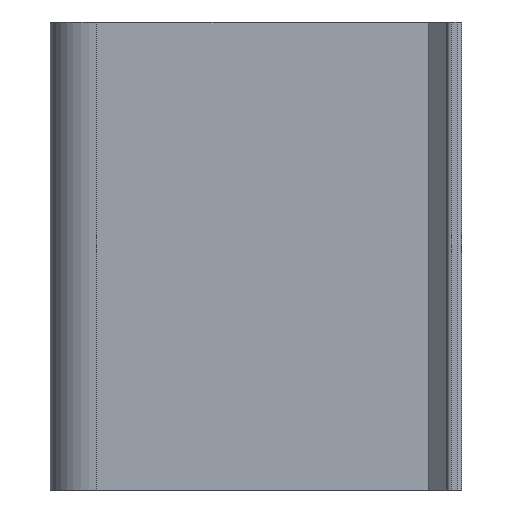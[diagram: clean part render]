
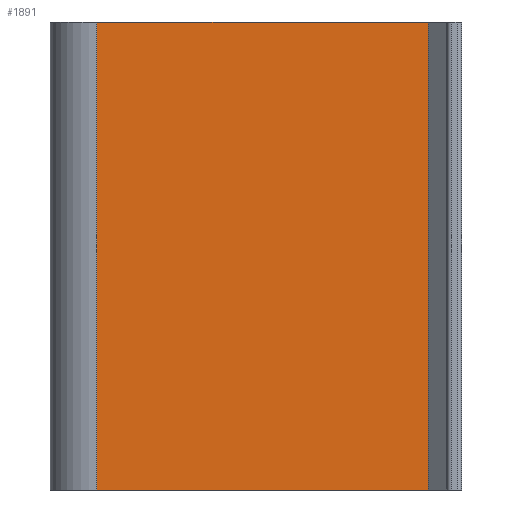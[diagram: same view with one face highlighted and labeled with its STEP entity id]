
A CAD part, front view. The second image highlights one B-rep face of the part: STEP entity #1891.
In plain terms, the highlighted planar face has unit normal (0, -1, 0).
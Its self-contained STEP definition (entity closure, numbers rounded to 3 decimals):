
#193=FACE_OUTER_BOUND('',#296,.T.);
#296=EDGE_LOOP('',(#1562,#1563,#1564,#1565));
#369=LINE('',#2767,#564);
#435=LINE('',#2984,#630);
#495=LINE('',#3163,#690);
#496=LINE('',#3165,#691);
#564=VECTOR('',#2180,35.4);
#630=VECTOR('',#2366,35.4);
#690=VECTOR('',#2532,50.);
#691=VECTOR('',#2535,50.);
#766=VERTEX_POINT('',#2764);
#767=VERTEX_POINT('',#2766);
#857=VERTEX_POINT('',#2981);
#858=VERTEX_POINT('',#2983);
#956=EDGE_CURVE('',#766,#767,#369,.T.);
#1066=EDGE_CURVE('',#858,#857,#435,.T.);
#1157=EDGE_CURVE('',#858,#766,#495,.T.);
#1158=EDGE_CURVE('',#767,#857,#496,.T.);
#1562=ORIENTED_EDGE('',*,*,#1066,.T.);
#1563=ORIENTED_EDGE('',*,*,#1158,.F.);
#1564=ORIENTED_EDGE('',*,*,#956,.F.);
#1565=ORIENTED_EDGE('',*,*,#1157,.F.);
#1816=PLANE('',#2073);
#1891=ADVANCED_FACE('',(#193),#1816,.F.);
#2073=AXIS2_PLACEMENT_3D('',#3164,#2533,#2534);
#2180=DIRECTION('',(-1.,0.,0.));
#2366=DIRECTION('',(-1.,0.,0.));
#2532=DIRECTION('',(0.,0.,-1.));
#2533=DIRECTION('center_axis',(0.,1.,0.));
#2534=DIRECTION('ref_axis',(-1.,0.,0.));
#2535=DIRECTION('',(0.,0.,1.));
#2764=CARTESIAN_POINT('',(-3.6,-1.8,-25.));
#2766=CARTESIAN_POINT('',(-39.,-1.8,-25.));
#2767=CARTESIAN_POINT('',(-3.6,-1.8,-25.));
#2981=CARTESIAN_POINT('',(-39.,-1.8,25.));
#2983=CARTESIAN_POINT('',(-3.6,-1.8,25.));
#2984=CARTESIAN_POINT('',(-3.6,-1.8,25.));
#3163=CARTESIAN_POINT('',(-3.6,-1.8,25.));
#3164=CARTESIAN_POINT('Origin',(0.,-1.8,-25.));
#3165=CARTESIAN_POINT('',(-39.,-1.8,-25.));
